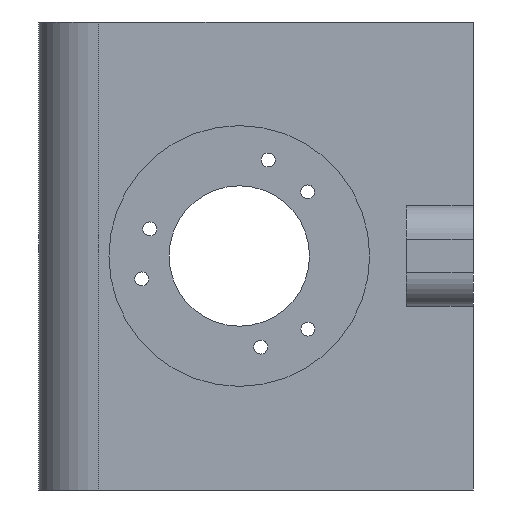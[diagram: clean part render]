
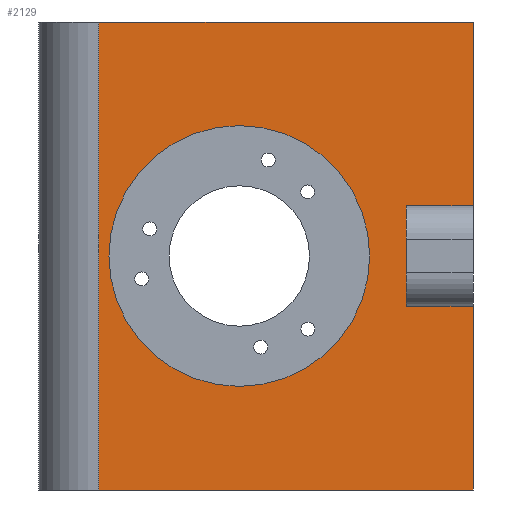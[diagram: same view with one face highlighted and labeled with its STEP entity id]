
A CAD part, left-side view. The second image highlights one B-rep face of the part: STEP entity #2129.
In plain terms, the highlighted planar face has unit normal (-1, 0, 0).
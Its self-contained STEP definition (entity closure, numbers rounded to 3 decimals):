
#9 = ORIENTED_EDGE ( 'NONE', *, *, #1623, .F. ) ;
#13 = VECTOR ( 'NONE', #930, 1000. ) ;
#50 = DIRECTION ( 'NONE',  ( 0., 0., -1. ) ) ;
#119 = VECTOR ( 'NONE', #2146, 1000. ) ;
#134 = LINE ( 'NONE', #1318, #284 ) ;
#140 = LINE ( 'NONE', #816, #2153 ) ;
#147 = CARTESIAN_POINT ( 'NONE',  ( -43., 10., -7.5 ) ) ;
#165 = CARTESIAN_POINT ( 'NONE',  ( -43., 0., 35. ) ) ;
#167 = CARTESIAN_POINT ( 'NONE',  ( -43., 0., 7.5 ) ) ;
#192 = ORIENTED_EDGE ( 'NONE', *, *, #1934, .F. ) ;
#234 = DIRECTION ( 'NONE',  ( 0., -1., 0. ) ) ;
#242 = DIRECTION ( 'NONE',  ( 0., 0., 1. ) ) ;
#243 = CARTESIAN_POINT ( 'NONE',  ( -43., 35., 0. ) ) ;
#248 = CARTESIAN_POINT ( 'NONE',  ( -43., 0., 35. ) ) ;
#261 = FACE_OUTER_BOUND ( 'NONE', #479, .T. ) ;
#284 = VECTOR ( 'NONE', #806, 1000. ) ;
#316 = CARTESIAN_POINT ( 'NONE',  ( -43., 0., 35. ) ) ;
#337 = EDGE_CURVE ( 'NONE', #1211, #2141, #1751, .T. ) ;
#348 = ORIENTED_EDGE ( 'NONE', *, *, #510, .F. ) ;
#386 = CARTESIAN_POINT ( 'NONE',  ( -43., 35., 19.5 ) ) ;
#388 = VERTEX_POINT ( 'NONE', #1400 ) ;
#396 = FACE_BOUND ( 'NONE', #1307, .T. ) ;
#398 = LINE ( 'NONE', #1065, #1803 ) ;
#441 = VERTEX_POINT ( 'NONE', #386 ) ;
#479 = EDGE_LOOP ( 'NONE', ( #1329, #9, #1577, #1179, #2044, #1466, #568, #348 ) ) ;
#507 = DIRECTION ( 'NONE',  ( 0., 1., 0. ) ) ;
#510 = EDGE_CURVE ( 'NONE', #2141, #2039, #398, .T. ) ;
#542 = VECTOR ( 'NONE', #234, 1000. ) ;
#568 = ORIENTED_EDGE ( 'NONE', *, *, #683, .T. ) ;
#588 = AXIS2_PLACEMENT_3D ( 'NONE', #953, #1627, #242 ) ;
#683 = EDGE_CURVE ( 'NONE', #388, #2039, #134, .T. ) ;
#755 = AXIS2_PLACEMENT_3D ( 'NONE', #243, #1730, #879 ) ;
#805 = EDGE_CURVE ( 'NONE', #1184, #1268, #140, .T. ) ;
#806 = DIRECTION ( 'NONE',  ( 0., -1., 0. ) ) ;
#816 = CARTESIAN_POINT ( 'NONE',  ( -43., 0., 7.5 ) ) ;
#876 = VERTEX_POINT ( 'NONE', #1915 ) ;
#879 = DIRECTION ( 'NONE',  ( 0., 0., 1. ) ) ;
#880 = CARTESIAN_POINT ( 'NONE',  ( -43., 0., -7.5 ) ) ;
#884 = PLANE ( 'NONE',  #1389 ) ;
#930 = DIRECTION ( 'NONE',  ( 0., 0., -1. ) ) ;
#953 = CARTESIAN_POINT ( 'NONE',  ( -43., 35., 0. ) ) ;
#1007 = LINE ( 'NONE', #147, #1991 ) ;
#1065 = CARTESIAN_POINT ( 'NONE',  ( -43., 0., 35. ) ) ;
#1087 = DIRECTION ( 'NONE',  ( 1., 0., 0. ) ) ;
#1091 = LINE ( 'NONE', #1769, #13 ) ;
#1138 = VERTEX_POINT ( 'NONE', #2168 ) ;
#1179 = ORIENTED_EDGE ( 'NONE', *, *, #1670, .F. ) ;
#1184 = VERTEX_POINT ( 'NONE', #167 ) ;
#1186 = LINE ( 'NONE', #165, #119 ) ;
#1211 = VERTEX_POINT ( 'NONE', #1997 ) ;
#1231 = DIRECTION ( 'NONE',  ( 0., -1., 0. ) ) ;
#1268 = VERTEX_POINT ( 'NONE', #1580 ) ;
#1296 = EDGE_CURVE ( 'NONE', #441, #1138, #1985, .T. ) ;
#1307 = EDGE_LOOP ( 'NONE', ( #1854, #192 ) ) ;
#1318 = CARTESIAN_POINT ( 'NONE',  ( -43., 0., -35. ) ) ;
#1329 = ORIENTED_EDGE ( 'NONE', *, *, #337, .F. ) ;
#1389 = AXIS2_PLACEMENT_3D ( 'NONE', #2103, #1087, #50 ) ;
#1400 = CARTESIAN_POINT ( 'NONE',  ( -43., 56., -35. ) ) ;
#1466 = ORIENTED_EDGE ( 'NONE', *, *, #1551, .T. ) ;
#1494 = VECTOR ( 'NONE', #1231, 1000. ) ;
#1505 = CARTESIAN_POINT ( 'NONE',  ( -43., 0., -35. ) ) ;
#1551 = EDGE_CURVE ( 'NONE', #876, #388, #1091, .T. ) ;
#1577 = ORIENTED_EDGE ( 'NONE', *, *, #805, .F. ) ;
#1580 = CARTESIAN_POINT ( 'NONE',  ( -43., 10., 7.5 ) ) ;
#1623 = EDGE_CURVE ( 'NONE', #1268, #1211, #1007, .T. ) ;
#1627 = DIRECTION ( 'NONE',  ( -1., 0., 0. ) ) ;
#1639 = VERTEX_POINT ( 'NONE', #316 ) ;
#1670 = EDGE_CURVE ( 'NONE', #1639, #1184, #1186, .T. ) ;
#1730 = DIRECTION ( 'NONE',  ( -1., 0., 0. ) ) ;
#1740 = DIRECTION ( 'NONE',  ( 0., 0., -1. ) ) ;
#1751 = LINE ( 'NONE', #880, #542 ) ;
#1764 = CARTESIAN_POINT ( 'NONE',  ( -43., 0., -7.5 ) ) ;
#1769 = CARTESIAN_POINT ( 'NONE',  ( -43., 56., 35. ) ) ;
#1803 = VECTOR ( 'NONE', #1740, 1000. ) ;
#1828 = DIRECTION ( 'NONE',  ( 0., 0., -1. ) ) ;
#1854 = ORIENTED_EDGE ( 'NONE', *, *, #1296, .F. ) ;
#1915 = CARTESIAN_POINT ( 'NONE',  ( -43., 56., 35. ) ) ;
#1934 = EDGE_CURVE ( 'NONE', #1138, #441, #2130, .T. ) ;
#1940 = LINE ( 'NONE', #248, #1494 ) ;
#1985 = CIRCLE ( 'NONE', #755, 19.5 ) ;
#1991 = VECTOR ( 'NONE', #1828, 1000. ) ;
#1997 = CARTESIAN_POINT ( 'NONE',  ( -43., 10., -7.5 ) ) ;
#2039 = VERTEX_POINT ( 'NONE', #1505 ) ;
#2044 = ORIENTED_EDGE ( 'NONE', *, *, #2115, .F. ) ;
#2103 = CARTESIAN_POINT ( 'NONE',  ( -43., 0., 35. ) ) ;
#2115 = EDGE_CURVE ( 'NONE', #876, #1639, #1940, .T. ) ;
#2129 = ADVANCED_FACE ( 'NONE', ( #396, #261 ), #884, .F. ) ;
#2130 = CIRCLE ( 'NONE', #588, 19.5 ) ;
#2141 = VERTEX_POINT ( 'NONE', #1764 ) ;
#2146 = DIRECTION ( 'NONE',  ( 0., 0., -1. ) ) ;
#2153 = VECTOR ( 'NONE', #507, 1000. ) ;
#2168 = CARTESIAN_POINT ( 'NONE',  ( -43., 35., -19.5 ) ) ;
